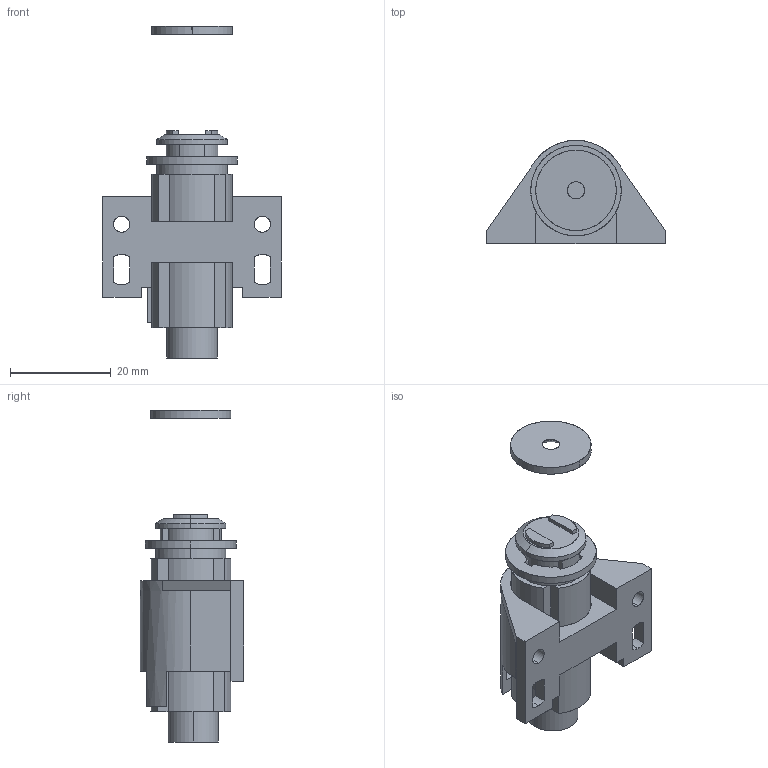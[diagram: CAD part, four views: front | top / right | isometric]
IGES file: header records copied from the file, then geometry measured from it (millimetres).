
Start section: SolidWorks IGES file using analytic representation for surfaces
Global section: file name: C-107-2.IGS,15; native system: HSolidWorks 2007; preprocessor: SolidWorks 2007; author: 3sw; date: 090707.212428; units: millimetre
Bounding box: 35.5 x 20.5 x 66 mm (x, y, z)
Surface area: 7761.8 mm2 (no closed solid volume)
Topology: 0 solids, 0 shells, 129 faces, 1470 edges, 1470 vertices
Faces by surface type: bspline 77, revolution 52
